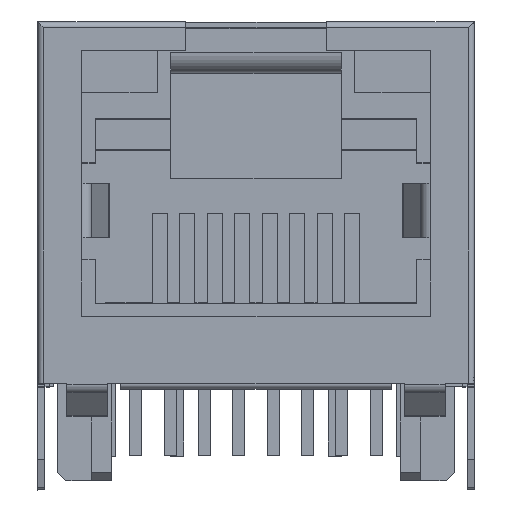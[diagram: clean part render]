
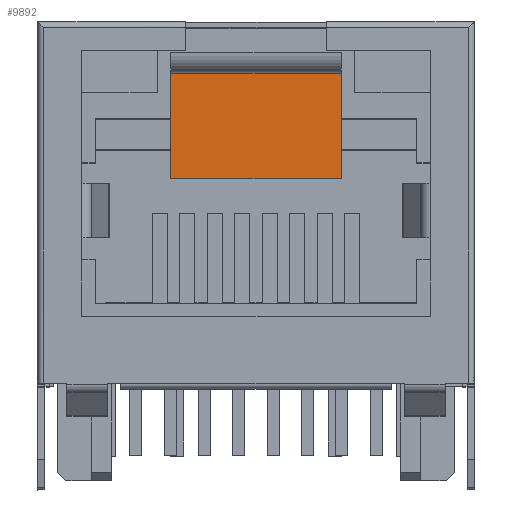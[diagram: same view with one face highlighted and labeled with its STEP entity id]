
A CAD part, top view. The second image highlights one B-rep face of the part: STEP entity #9892.
In plain terms, the highlighted planar face has unit normal (0, 0, 1).
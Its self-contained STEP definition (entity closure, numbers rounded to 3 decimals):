
#51 = CARTESIAN_POINT ( 'NONE',  ( -23.466, 31.593, 5.108 ) ) ;
#75 = DIRECTION ( 'NONE',  ( 0., -1., 0. ) ) ;
#90 = VERTEX_POINT ( 'NONE', #3799 ) ;
#268 = EDGE_CURVE ( 'NONE', #10803, #90, #5169, .T. ) ;
#818 = CARTESIAN_POINT ( 'NONE',  ( -26.616, 31.593, 5.108 ) ) ;
#885 = DIRECTION ( 'NONE',  ( 0., 0., -1. ) ) ;
#934 = EDGE_LOOP ( 'NONE', ( #4953, #7798, #6019, #12340 ) ) ;
#2321 = DIRECTION ( 'NONE',  ( -1., 0., 0. ) ) ;
#2373 = LINE ( 'NONE', #7004, #8554 ) ;
#3799 = CARTESIAN_POINT ( 'NONE',  ( -20.317, 31.593, 5.108 ) ) ;
#4953 = ORIENTED_EDGE ( 'NONE', *, *, #268, .T. ) ;
#5169 = LINE ( 'NONE', #11035, #7904 ) ;
#5709 = CARTESIAN_POINT ( 'NONE',  ( -26.616, 27.707, 5.108 ) ) ;
#6019 = ORIENTED_EDGE ( 'NONE', *, *, #13082, .T. ) ;
#6416 = AXIS2_PLACEMENT_3D ( 'NONE', #7860, #885, #9011 ) ;
#6798 = VECTOR ( 'NONE', #8186, 1000. ) ;
#7004 = CARTESIAN_POINT ( 'NONE',  ( -26.616, 30.045, 5.108 ) ) ;
#7798 = ORIENTED_EDGE ( 'NONE', *, *, #8934, .F. ) ;
#7860 = CARTESIAN_POINT ( 'NONE',  ( -26.616, 31.593, 5.108 ) ) ;
#7904 = VECTOR ( 'NONE', #12404, 1000. ) ;
#8114 = CARTESIAN_POINT ( 'NONE',  ( -23.466, 27.707, 5.108 ) ) ;
#8186 = DIRECTION ( 'NONE',  ( 1., 0., 0. ) ) ;
#8554 = VECTOR ( 'NONE', #75, 1000. ) ;
#8869 = CARTESIAN_POINT ( 'NONE',  ( -20.317, 27.707, 5.108 ) ) ;
#8924 = PLANE ( 'NONE',  #6416 ) ;
#8934 = EDGE_CURVE ( 'NONE', #14550, #90, #13370, .T. ) ;
#9011 = DIRECTION ( 'NONE',  ( 1., 0., 0. ) ) ;
#9116 = VECTOR ( 'NONE', #2321, 1000. ) ;
#9462 = LINE ( 'NONE', #8114, #9116 ) ;
#9467 = FACE_OUTER_BOUND ( 'NONE', #934, .T. ) ;
#9892 = ADVANCED_FACE ( 'NONE', ( #9467 ), #8924, .F. ) ;
#10533 = EDGE_CURVE ( 'NONE', #10803, #13431, #9462, .T. ) ;
#10803 = VERTEX_POINT ( 'NONE', #8869 ) ;
#11035 = CARTESIAN_POINT ( 'NONE',  ( -20.317, 30.045, 5.108 ) ) ;
#12340 = ORIENTED_EDGE ( 'NONE', *, *, #10533, .F. ) ;
#12404 = DIRECTION ( 'NONE',  ( 0., 1., 0. ) ) ;
#13082 = EDGE_CURVE ( 'NONE', #14550, #13431, #2373, .T. ) ;
#13370 = LINE ( 'NONE', #51, #6798 ) ;
#13431 = VERTEX_POINT ( 'NONE', #5709 ) ;
#14550 = VERTEX_POINT ( 'NONE', #818 ) ;
